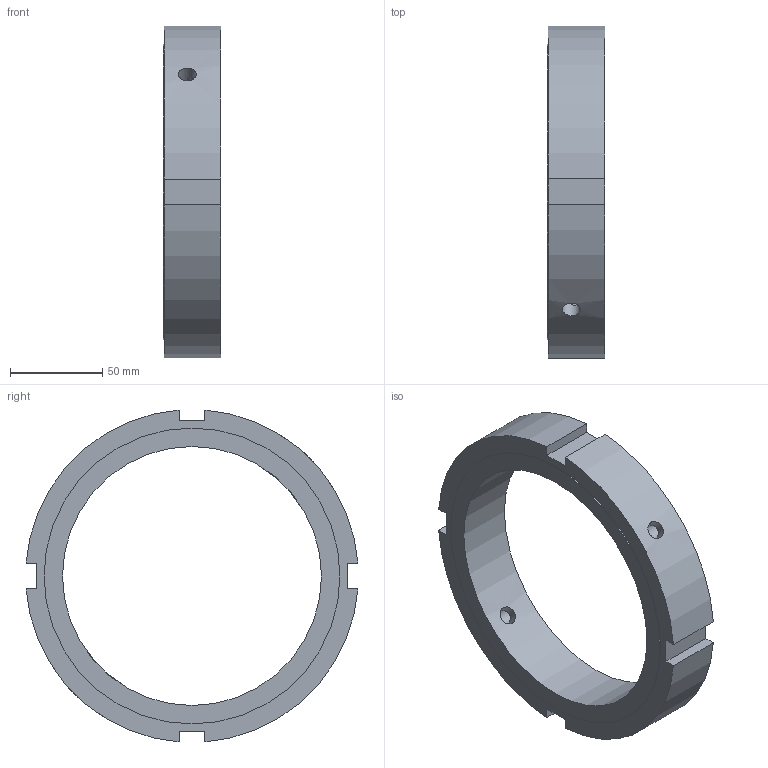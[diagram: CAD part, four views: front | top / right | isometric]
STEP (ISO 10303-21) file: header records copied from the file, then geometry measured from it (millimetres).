
FILE_DESCRIPTION((''),'2;1');
FILE_NAME('FKD ZMV140.stp','2014-02-22T07:09:56',('sugidesign'),(''),'Autodesk Inventor LT ','Autodesk Inventor LT ','');
FILE_SCHEMA(('CONFIG_CONTROL_DESIGN'));
Length unit declared in the file: millimetre
Products named in the file (1): FKD ZMV140
Bounding box: 31 x 179.45 x 179.45 mm (x, y, z)
Volume: 293734.2 mm3; surface area: 53487.3 mm2
Topology: 1 solids, 1 shells, 29 faces, 80 edges, 52 vertices
Faces by surface type: plane 15, cylinder 10, cone 4
Full cylindrical faces by diameter (mm): 9.6 x2, 10.106 x2, 140 x1, 160 x1
Entity records: 1164 total; most frequent: CARTESIAN_POINT 404, ORIENTED_EDGE 140, DIRECTION 136, EDGE_CURVE 70, VERTEX_POINT 50, AXIS2_PLACEMENT_3D 48, EDGE_LOOP 46, VECTOR 40
